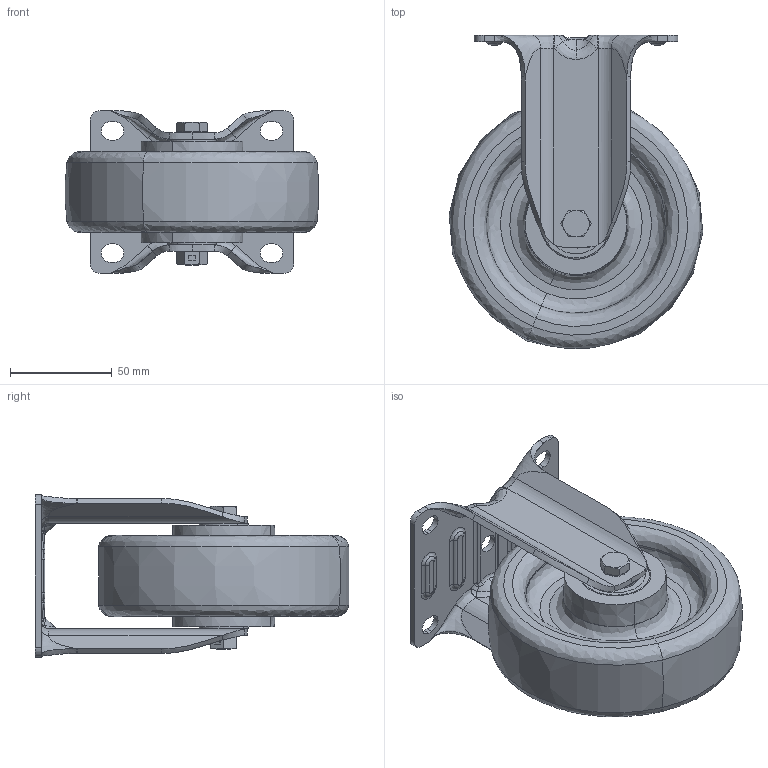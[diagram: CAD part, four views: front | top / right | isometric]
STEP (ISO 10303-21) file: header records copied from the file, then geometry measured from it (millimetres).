
FILE_DESCRIPTION (( 'STEP AP214' ), '1' );
FILE_NAME ('0055690.step', '2025-09-10T07:55:52', ( '' ), ( '' ), 'SwSTEP 2.0', 'SolidWorks 2020', '' );
FILE_SCHEMA (( 'AUTOMOTIVE_DESIGN' ));
Length unit declared in the file: millimetre
Products named in the file (1): 0055690
Bounding box: 124.48 x 153.89 x 80 mm (x, y, z)
Volume: 420051.1 mm3; surface area: 158704.6 mm2
Topology: 18 solids, 18 shells, 875 faces, 2173 edges, 1358 vertices
Faces by surface type: plane 309, bspline 252, cylinder 192, cone 76, torus 46
Entity records: 49767 total; most frequent: CARTESIAN_POINT 20948, ORIENTED_EDGE 4334, DIRECTION 3465, EDGE_CURVE 2167, VERTEX_POINT 1358, AXIS2_PLACEMENT_3D 1302, EDGE_LOOP 951, UNCERTAINTY_MEASURE_WITH_UNIT 895
